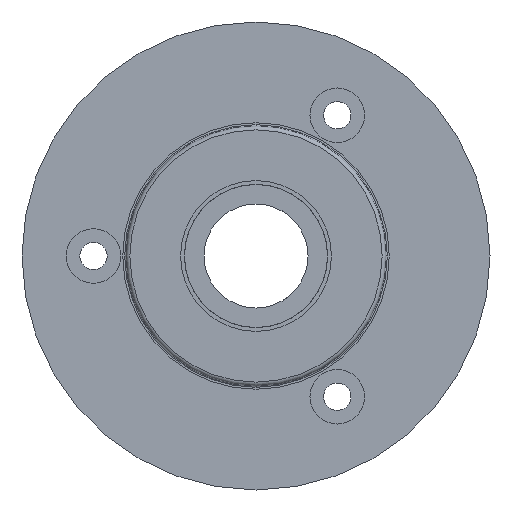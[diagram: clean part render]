
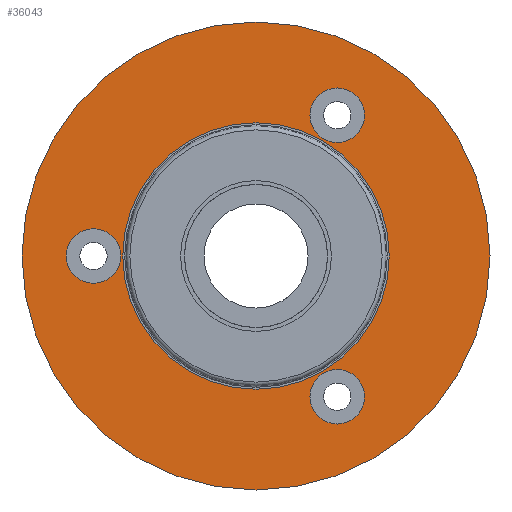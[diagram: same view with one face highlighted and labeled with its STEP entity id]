
A CAD part, left-side view. The second image highlights one B-rep face of the part: STEP entity #36043.
In plain terms, the highlighted planar face has unit normal (-1, 0, 0).
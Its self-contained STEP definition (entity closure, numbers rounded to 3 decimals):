
#64 = CARTESIAN_POINT ( 'NONE',  ( 2.8, 7.5, 0. ) ) ;
#943 = CARTESIAN_POINT ( 'NONE',  ( 2.8, 7.5, 0. ) ) ;
#1410 = CARTESIAN_POINT ( 'NONE',  ( 2.8, 14.6, 0. ) ) ;
#1683 = CARTESIAN_POINT ( 'NONE',  ( 2.8, 18., 0. ) ) ;
#4652 = DIRECTION ( 'NONE',  ( 0., 1., 0. ) ) ;
#5860 = CARTESIAN_POINT ( 'NONE',  ( 2.8, -4.15, -10.825 ) ) ;
#7475 = CIRCLE ( 'NONE', #26208, 2.1 ) ;
#8471 = FACE_BOUND ( 'NONE', #42057, .T. ) ;
#9020 = FACE_BOUND ( 'NONE', #15089, .T. ) ;
#9496 = DIRECTION ( 'NONE',  ( 1., 0., 0. ) ) ;
#10039 = VERTEX_POINT ( 'NONE', #5860 ) ;
#10174 = EDGE_CURVE ( 'NONE', #17323, #17323, #49615, .T. ) ;
#10939 = DIRECTION ( 'NONE',  ( 0., 1., 0. ) ) ;
#11365 = EDGE_LOOP ( 'NONE', ( #38669 ) ) ;
#11469 = EDGE_CURVE ( 'NONE', #47198, #47198, #42760, .T. ) ;
#13137 = CARTESIAN_POINT ( 'NONE',  ( 2.8, -4.15, 10.825 ) ) ;
#13172 = AXIS2_PLACEMENT_3D ( 'NONE', #15140, #45824, #10939 ) ;
#14785 = CARTESIAN_POINT ( 'NONE',  ( 2.8, 0., 0. ) ) ;
#15089 = EDGE_LOOP ( 'NONE', ( #33600 ) ) ;
#15140 = CARTESIAN_POINT ( 'NONE',  ( 2.8, 12.5, 0. ) ) ;
#17077 = EDGE_LOOP ( 'NONE', ( #34018 ) ) ;
#17323 = VERTEX_POINT ( 'NONE', #13137 ) ;
#17387 = PLANE ( 'NONE',  #49962 ) ;
#17767 = CIRCLE ( 'NONE', #29434, 18. ) ;
#18680 = VERTEX_POINT ( 'NONE', #1683 ) ;
#20177 = AXIS2_PLACEMENT_3D ( 'NONE', #44337, #43034, #27011 ) ;
#20467 = AXIS2_PLACEMENT_3D ( 'NONE', #54930, #47059, #4652 ) ;
#21575 = FACE_BOUND ( 'NONE', #17077, .T. ) ;
#26208 = AXIS2_PLACEMENT_3D ( 'NONE', #26533, #9496, #51967 ) ;
#26320 = FACE_OUTER_BOUND ( 'NONE', #11365, .T. ) ;
#26533 = CARTESIAN_POINT ( 'NONE',  ( 2.8, -6.25, -10.825 ) ) ;
#26596 = ORIENTED_EDGE ( 'NONE', *, *, #11469, .T. ) ;
#27011 = DIRECTION ( 'NONE',  ( 0., 1., 0. ) ) ;
#27503 = ORIENTED_EDGE ( 'NONE', *, *, #48317, .T. ) ;
#29434 = AXIS2_PLACEMENT_3D ( 'NONE', #14785, #47490, #30722 ) ;
#30722 = DIRECTION ( 'NONE',  ( 0., 1., 0. ) ) ;
#31527 = VERTEX_POINT ( 'NONE', #1410 ) ;
#33600 = ORIENTED_EDGE ( 'NONE', *, *, #10174, .T. ) ;
#34018 = ORIENTED_EDGE ( 'NONE', *, *, #47879, .T. ) ;
#35278 = EDGE_CURVE ( 'NONE', #18680, #18680, #17767, .T. ) ;
#36043 = ADVANCED_FACE ( 'NONE', ( #21575, #39417, #9020, #8471, #26320 ), #17387, .T. ) ;
#38610 = DIRECTION ( 'NONE',  ( -1., 0., 0. ) ) ;
#38669 = ORIENTED_EDGE ( 'NONE', *, *, #35278, .F. ) ;
#39417 = FACE_BOUND ( 'NONE', #52232, .T. ) ;
#42057 = EDGE_LOOP ( 'NONE', ( #26596 ) ) ;
#42760 = CIRCLE ( 'NONE', #20467, 7.5 ) ;
#43034 = DIRECTION ( 'NONE',  ( 1., 0., 0. ) ) ;
#44337 = CARTESIAN_POINT ( 'NONE',  ( 2.8, -6.25, 10.825 ) ) ;
#45824 = DIRECTION ( 'NONE',  ( 1., 0., 0. ) ) ;
#46167 = CIRCLE ( 'NONE', #13172, 2.1 ) ;
#47059 = DIRECTION ( 'NONE',  ( 1., 0., 0. ) ) ;
#47198 = VERTEX_POINT ( 'NONE', #64 ) ;
#47490 = DIRECTION ( 'NONE',  ( 1., 0., 0. ) ) ;
#47800 = DIRECTION ( 'NONE',  ( 0., -1., 0. ) ) ;
#47879 = EDGE_CURVE ( 'NONE', #31527, #31527, #46167, .T. ) ;
#48317 = EDGE_CURVE ( 'NONE', #10039, #10039, #7475, .T. ) ;
#49615 = CIRCLE ( 'NONE', #20177, 2.1 ) ;
#49962 = AXIS2_PLACEMENT_3D ( 'NONE', #943, #38610, #47800 ) ;
#51967 = DIRECTION ( 'NONE',  ( 0., 1., 0. ) ) ;
#52232 = EDGE_LOOP ( 'NONE', ( #27503 ) ) ;
#54930 = CARTESIAN_POINT ( 'NONE',  ( 2.8, 0., 0. ) ) ;
